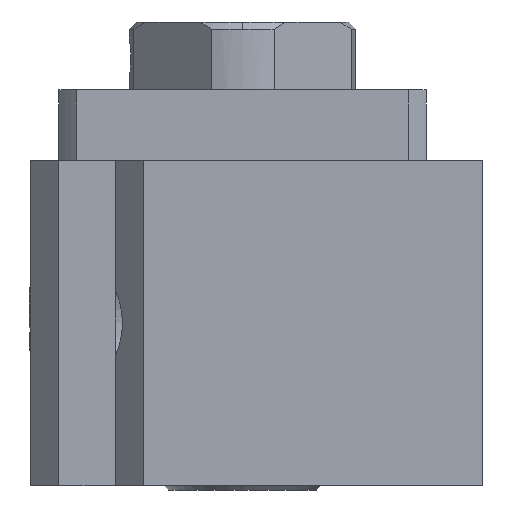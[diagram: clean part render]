
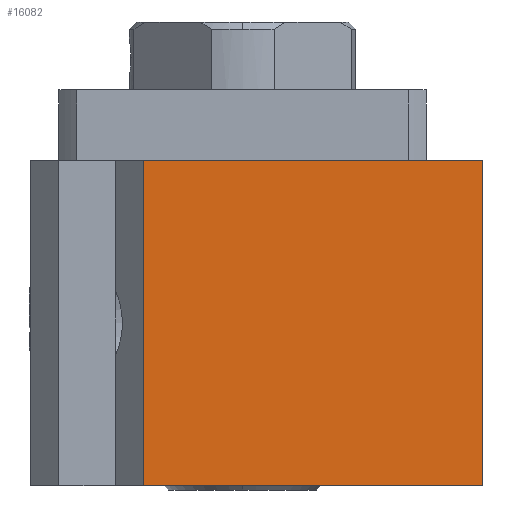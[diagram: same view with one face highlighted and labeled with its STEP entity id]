
A CAD part, left-side view. The second image highlights one B-rep face of the part: STEP entity #16082.
In plain terms, the highlighted planar face has unit normal (1, 0, 0).
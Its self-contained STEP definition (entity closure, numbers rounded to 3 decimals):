
#2097 = VECTOR ( 'NONE', #23230, 1000. ) ;
#3579 = EDGE_CURVE ( 'NONE', #22407, #18034, #10643, .T. ) ;
#3587 = CARTESIAN_POINT ( 'NONE',  ( -36.714, -4.087, 11.5 ) ) ;
#3705 = LINE ( 'NONE', #3850, #17155 ) ;
#3850 = CARTESIAN_POINT ( 'NONE',  ( -36.714, -4.087, 0. ) ) ;
#4000 = EDGE_CURVE ( 'NONE', #22407, #9098, #25698, .T. ) ;
#4465 = VECTOR ( 'NONE', #21020, 1000. ) ;
#4625 = CARTESIAN_POINT ( 'NONE',  ( -36.714, 19.913, -11.5 ) ) ;
#5598 = DIRECTION ( 'NONE',  ( 1., 0., 0. ) ) ;
#5901 = CARTESIAN_POINT ( 'NONE',  ( -36.714, -4.087, 11.5 ) ) ;
#6034 = CARTESIAN_POINT ( 'NONE',  ( -36.714, 19.913, 0. ) ) ;
#6968 = ORIENTED_EDGE ( 'NONE', *, *, #3579, .F. ) ;
#7601 = DIRECTION ( 'NONE',  ( 0., 0., -1. ) ) ;
#8677 = AXIS2_PLACEMENT_3D ( 'NONE', #3587, #5598, #7601 ) ;
#8723 = EDGE_CURVE ( 'NONE', #9098, #13067, #3705, .T. ) ;
#9098 = VERTEX_POINT ( 'NONE', #5901 ) ;
#9293 = CARTESIAN_POINT ( 'NONE',  ( -36.714, 7.913, 11.5 ) ) ;
#9491 = CARTESIAN_POINT ( 'NONE',  ( -36.714, 19.913, 11.5 ) ) ;
#10643 = LINE ( 'NONE', #6034, #24409 ) ;
#11640 = EDGE_CURVE ( 'NONE', #13067, #18034, #12733, .T. ) ;
#12081 = DIRECTION ( 'NONE',  ( 0., 0., -1. ) ) ;
#12733 = LINE ( 'NONE', #17578, #2097 ) ;
#13067 = VERTEX_POINT ( 'NONE', #24420 ) ;
#13304 = ORIENTED_EDGE ( 'NONE', *, *, #4000, .T. ) ;
#16082 = ADVANCED_FACE ( 'NONE', ( #16325 ), #19586, .T. ) ;
#16325 = FACE_OUTER_BOUND ( 'NONE', #18046, .T. ) ;
#16661 = ORIENTED_EDGE ( 'NONE', *, *, #8723, .T. ) ;
#17155 = VECTOR ( 'NONE', #12081, 1000. ) ;
#17578 = CARTESIAN_POINT ( 'NONE',  ( -36.714, 11.913, -11.5 ) ) ;
#18034 = VERTEX_POINT ( 'NONE', #4625 ) ;
#18046 = EDGE_LOOP ( 'NONE', ( #6968, #13304, #16661, #24674 ) ) ;
#19586 = PLANE ( 'NONE',  #8677 ) ;
#21020 = DIRECTION ( 'NONE',  ( 0., -1., 0. ) ) ;
#22407 = VERTEX_POINT ( 'NONE', #9491 ) ;
#23230 = DIRECTION ( 'NONE',  ( 0., 1., 0. ) ) ;
#23826 = DIRECTION ( 'NONE',  ( 0., 0., -1. ) ) ;
#24409 = VECTOR ( 'NONE', #23826, 1000. ) ;
#24420 = CARTESIAN_POINT ( 'NONE',  ( -36.714, -4.087, -11.5 ) ) ;
#24674 = ORIENTED_EDGE ( 'NONE', *, *, #11640, .T. ) ;
#25698 = LINE ( 'NONE', #9293, #4465 ) ;
